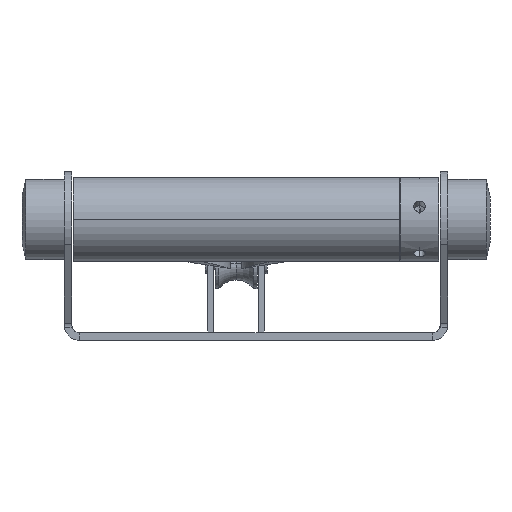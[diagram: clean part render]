
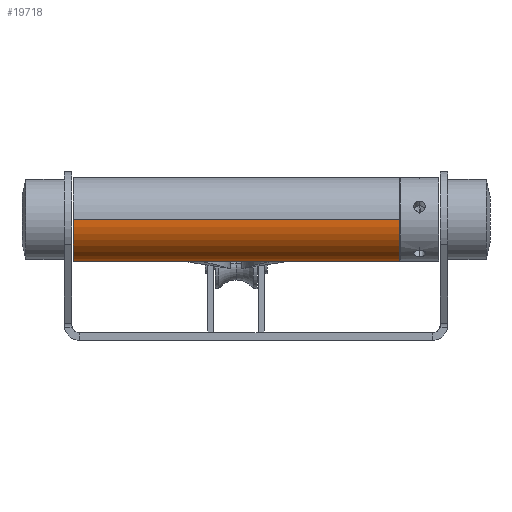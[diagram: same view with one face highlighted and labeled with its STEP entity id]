
A CAD part, left-side view. The second image highlights one B-rep face of the part: STEP entity #19718.
In plain terms, the highlighted cylindrical face has radius 11 mm (diameter 22 mm), a partial arc.
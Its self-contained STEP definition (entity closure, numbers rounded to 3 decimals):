
#553 = CARTESIAN_POINT ( 'NONE',  ( 1., -42., 10.954 ) ) ;
#875 = CARTESIAN_POINT ( 'NONE',  ( 0., 42.5, 0. ) ) ;
#970 = DIRECTION ( 'NONE',  ( 0., 0., 1. ) ) ;
#1246 = VERTEX_POINT ( 'NONE', #16479 ) ;
#1315 = CARTESIAN_POINT ( 'NONE',  ( 0., -42.5, 0. ) ) ;
#1913 = AXIS2_PLACEMENT_3D ( 'NONE', #875, #7057, #970 ) ;
#2109 = EDGE_CURVE ( 'NONE', #1246, #12984, #16330, .T. ) ;
#2148 = CARTESIAN_POINT ( 'NONE',  ( 1., 42.132, 10.954 ) ) ;
#3096 = CARTESIAN_POINT ( 'NONE',  ( 1., 42., 10.954 ) ) ;
#3442 = DIRECTION ( 'NONE',  ( 0., 1., 0. ) ) ;
#4054 = CARTESIAN_POINT ( 'NONE',  ( 0., 42.5, 0. ) ) ;
#4215 = DIRECTION ( 'NONE',  ( 0., -1., 0. ) ) ;
#4851 = VECTOR ( 'NONE', #4215, 1000. ) ;
#5472 = ORIENTED_EDGE ( 'NONE', *, *, #7440, .T. ) ;
#6134 = CARTESIAN_POINT ( 'NONE',  ( 0.5, 42.5, 10.989 ) ) ;
#6202 = LINE ( 'NONE', #16665, #26157 ) ;
#6473 = CARTESIAN_POINT ( 'NONE',  ( 0.632, -42.5, 10.983 ) ) ;
#7057 = DIRECTION ( 'NONE',  ( 0., 1., 0. ) ) ;
#7372 = ORIENTED_EDGE ( 'NONE', *, *, #20841, .T. ) ;
#7440 = EDGE_CURVE ( 'NONE', #9400, #14517, #24499, .T. ) ;
#7704 = VERTEX_POINT ( 'NONE', #22142 ) ;
#7721 = ORIENTED_EDGE ( 'NONE', *, *, #9686, .F. ) ;
#7724 = EDGE_CURVE ( 'NONE', #12984, #12194, #12139, .T. ) ;
#8209 = CARTESIAN_POINT ( 'NONE',  ( 1., -42., 10.954 ) ) ;
#9400 = VERTEX_POINT ( 'NONE', #25003 ) ;
#9686 = EDGE_CURVE ( 'NONE', #1246, #7704, #15534, .T. ) ;
#10141 = CARTESIAN_POINT ( 'NONE',  ( 1., 42.5, 10.954 ) ) ;
#10283 = CARTESIAN_POINT ( 'NONE',  ( 1., 42., 10.954 ) ) ;
#12139 = LINE ( 'NONE', #10141, #4851 ) ;
#12194 = VERTEX_POINT ( 'NONE', #8209 ) ;
#12984 = VERTEX_POINT ( 'NONE', #3096 ) ;
#13524 = CYLINDRICAL_SURFACE ( 'NONE', #24108, 11. ) ;
#14246 = CARTESIAN_POINT ( 'NONE',  ( 0.632, 42.5, 10.983 ) ) ;
#14357 = EDGE_LOOP ( 'NONE', ( #17067, #7721, #24296, #25872, #7372, #5472 ) ) ;
#14517 = VERTEX_POINT ( 'NONE', #25525 ) ;
#15534 = CIRCLE ( 'NONE', #1913, 11. ) ;
#16277 = CARTESIAN_POINT ( 'NONE',  ( 0.946, 42.262, 10.96 ) ) ;
#16330 = B_SPLINE_CURVE_WITH_KNOTS ( 'NONE', 3,
 ( #6134, #14246, #24259, #16277, #2148, #10283 ),
 .UNSPECIFIED., .F., .F.,
 ( 4, 2, 4 ),
 ( 0., 0., 0.001 ),
 .UNSPECIFIED. ) ;
#16479 = CARTESIAN_POINT ( 'NONE',  ( 0.5, 42.5, 10.989 ) ) ;
#16665 = CARTESIAN_POINT ( 'NONE',  ( 0., 42.5, -11. ) ) ;
#17067 = ORIENTED_EDGE ( 'NONE', *, *, #23201, .F. ) ;
#18562 = CARTESIAN_POINT ( 'NONE',  ( 0.946, -42.261, 10.96 ) ) ;
#19718 = ADVANCED_FACE ( 'NONE', ( #21756 ), #13524, .T. ) ;
#20127 = B_SPLINE_CURVE_WITH_KNOTS ( 'NONE', 3,
 ( #553, #24686, #18562, #20704, #6473, #20622 ),
 .UNSPECIFIED., .F., .F.,
 ( 4, 2, 4 ),
 ( 0., 0., 0.001 ),
 .UNSPECIFIED. ) ;
#20622 = CARTESIAN_POINT ( 'NONE',  ( 0.5, -42.5, 10.989 ) ) ;
#20704 = CARTESIAN_POINT ( 'NONE',  ( 0.761, -42.446, 10.974 ) ) ;
#20841 = EDGE_CURVE ( 'NONE', #12194, #9400, #20127, .T. ) ;
#21756 = FACE_OUTER_BOUND ( 'NONE', #14357, .T. ) ;
#21909 = DIRECTION ( 'NONE',  ( 0., -1., 0. ) ) ;
#22142 = CARTESIAN_POINT ( 'NONE',  ( 0., 42.5, -11. ) ) ;
#22678 = DIRECTION ( 'NONE',  ( 0., -1., 0. ) ) ;
#23201 = EDGE_CURVE ( 'NONE', #7704, #14517, #6202, .T. ) ;
#24038 = DIRECTION ( 'NONE',  ( 0., 0., -1. ) ) ;
#24108 = AXIS2_PLACEMENT_3D ( 'NONE', #4054, #21909, #24038 ) ;
#24259 = CARTESIAN_POINT ( 'NONE',  ( 0.761, 42.446, 10.974 ) ) ;
#24296 = ORIENTED_EDGE ( 'NONE', *, *, #2109, .T. ) ;
#24499 = CIRCLE ( 'NONE', #25428, 11. ) ;
#24686 = CARTESIAN_POINT ( 'NONE',  ( 1., -42.132, 10.954 ) ) ;
#25003 = CARTESIAN_POINT ( 'NONE',  ( 0.5, -42.5, 10.989 ) ) ;
#25428 = AXIS2_PLACEMENT_3D ( 'NONE', #1315, #3442, #25894 ) ;
#25525 = CARTESIAN_POINT ( 'NONE',  ( 0., -42.5, -11. ) ) ;
#25872 = ORIENTED_EDGE ( 'NONE', *, *, #7724, .T. ) ;
#25894 = DIRECTION ( 'NONE',  ( 0., 0., 1. ) ) ;
#26157 = VECTOR ( 'NONE', #22678, 1000. ) ;
